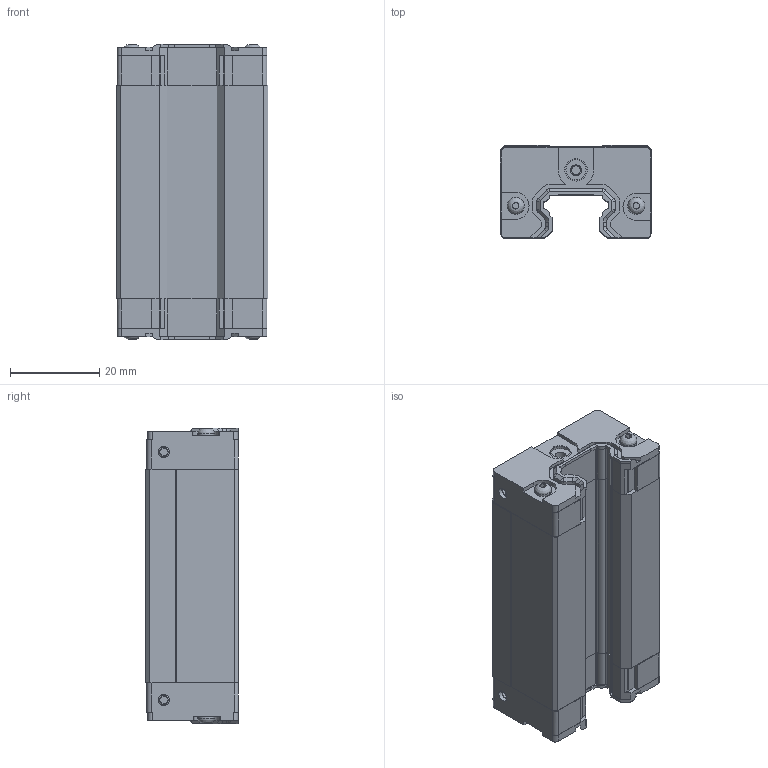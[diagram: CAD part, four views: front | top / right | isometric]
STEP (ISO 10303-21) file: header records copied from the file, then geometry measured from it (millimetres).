
FILE_DESCRIPTION(/* description */ ('Vozík'),/* implementation_level */ '2;1');
FILE_NAME(/* name */ 'LGBCS 15 BL SS N Z1-N.stp',/* time_stamp */ '2022-08-16T11:28:27+02:00',/* author */ ('konstrukce'),/* organization */ ('NTNAUTOMATION'),/* preprocessor_version */ 'ST-DEVELOPER v18.1',/* originating_system */ 'Autodesk Inventor 2022',/* authorisation */ '');
FILE_SCHEMA (('AUTOMOTIVE_DESIGN { 1 0 10303 214 3 1 1 }'));
Length unit declared in the file: millimetre
Products named in the file (1): LGBCS 15 BL SS N Z1-N
Bounding box: 34 x 20.8 x 66.1 mm (x, y, z)
Volume: 35961.5 mm3; surface area: 10536.2 mm2
Topology: 1 solids, 1 shells, 530 faces, 1414 edges, 918 vertices
Faces by surface type: plane 356, cylinder 142, cone 28, bspline 4
Full cylindrical faces by diameter (mm): 1.5 x2, 2 x2, 2.5 x6, 3 x2, 3.8 x4, 4 x4, 4.5 x2, 5 x4
Entity records: 16756 total; most frequent: CARTESIAN_POINT 3111, ORIENTED_EDGE 2828, DIRECTION 2784, EDGE_CURVE 1414, LINE 1002, VECTOR 1002, VERTEX_POINT 918, AXIS2_PLACEMENT_3D 891
